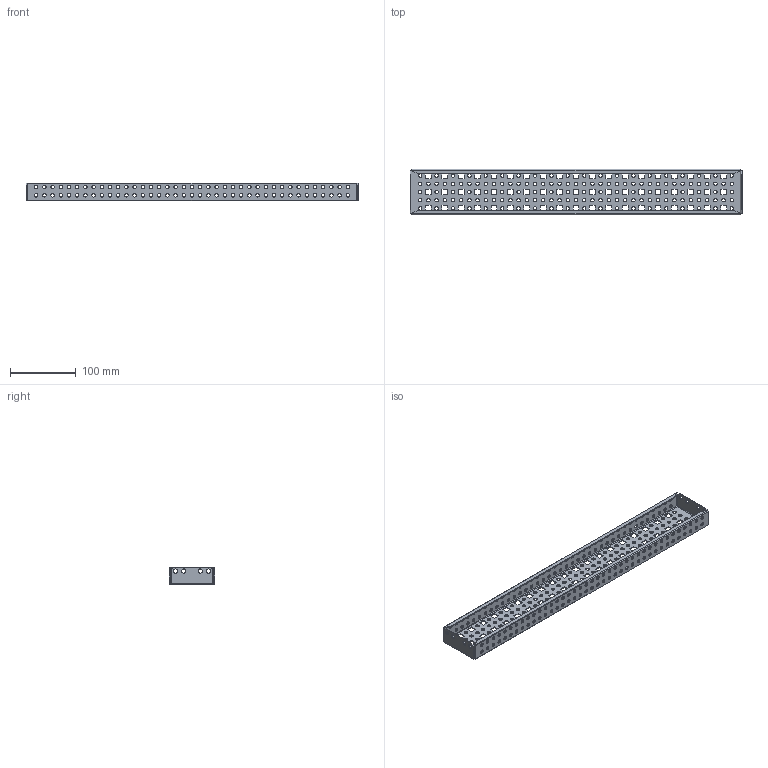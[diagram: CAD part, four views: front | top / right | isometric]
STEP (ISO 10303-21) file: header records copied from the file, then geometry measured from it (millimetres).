
FILE_DESCRIPTION (( 'STEP AP203' ), '1' );
FILE_NAME ('YKM40D-FO-VRB-060 ÀÃÈÅ 275.00.008 Ìîíòàæíàÿ ðåéêà òèï Â 600.STEP', '2020-12-15T09:49:34', ( '' ), ( '' ), 'SwSTEP 2.0', 'SolidWorks 2017', '' );
FILE_SCHEMA (( 'CONFIG_CONTROL_DESIGN' ));
Length unit declared in the file: millimetre
Products named in the file (1): YKM40D-FO-VRB-060  ÀÃÈÅ 275.00.008 Ìîíòàæíàÿ ðåéêà òèï Â 600
Bounding box: 506 x 69 x 27 mm (x, y, z)
Volume: 85905.3 mm3; surface area: 125107.7 mm2
Topology: 1 solids, 1 shells, 576 faces, 1870 edges, 1296 vertices
Faces by surface type: cylinder 302, plane 274
Full cylindrical faces by diameter (mm): 5.4 x294, 6.5 x8
Entity records: 19501 total; most frequent: DIRECTION 3170, CARTESIAN_POINT 3129, ORIENTED_EDGE 2824, EDGE_LOOP 1596, EDGE_CURVE 1412, AXIS2_PLACEMENT_3D 1181, VERTEX_POINT 1140, FACE_OUTER_BOUND 878
